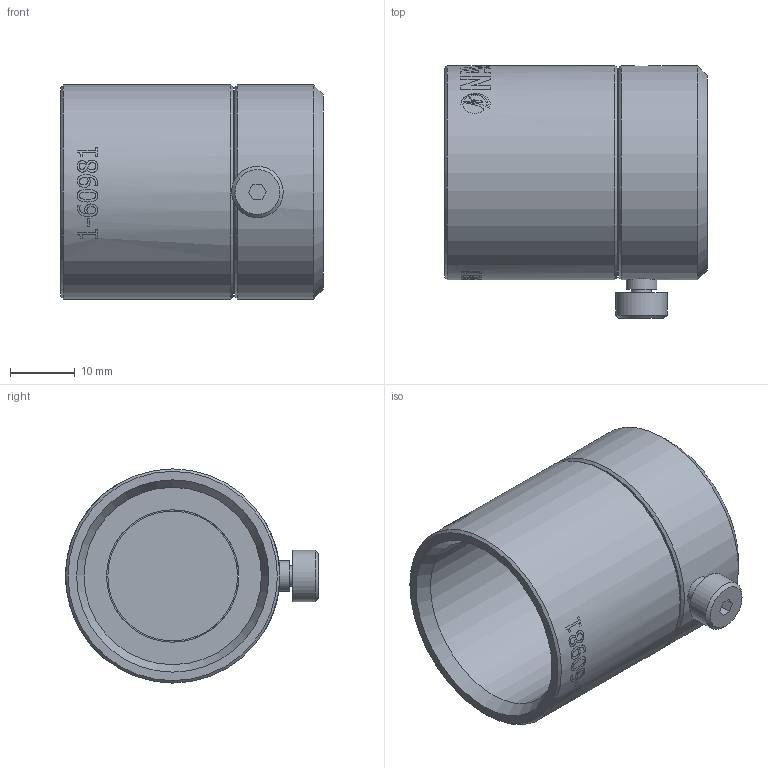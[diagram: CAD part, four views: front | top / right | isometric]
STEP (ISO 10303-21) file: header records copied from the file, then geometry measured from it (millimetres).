
FILE_DESCRIPTION((''),'2;1');
FILE_NAME('60981_0.stp','2009-12-23T07:41:27',('EVANS'),(''),'Autodesk Inventor 2010','Autodesk Inventor 2010','');
FILE_SCHEMA(('AUTOMOTIVE_DESIGN { 1 0 10303 214 1 1 1 1 }'));
Length unit declared in the file: inch
Products named in the file (7): Assembly1; 60981; 60979; 61164; 60978; 60705; 7285
Assembly tree (6 placements, depth 3):
  Assembly1
    60981
      60979
      61164
      60978
      60705
      7285
Bounding box: 40.49 x 38.96 x 33.02 mm (x, y, z)
Volume: 13423.1 mm3; surface area: 12981.7 mm2
Topology: 5 solids, 5 shells, 114 faces, 383 edges, 309 vertices
Faces by surface type: cylinder 54, plane 42, cone 14, bspline 4
Full cylindrical faces by diameter (mm): 0.5 x2, 1.628 x1, 2.184 x1, 3.134 x2, 3.16 x1, 3.302 x1, 4.166 x1, 4.75 x1, 4.826 x1, 7.938 x1, 20 x1, 20.422 x1, 22.352 x1, 25 x1, 25.813 x1, 27.33 x1, 27.686 x1, 28.194 x1, 30.607 x1, 30.734 x1, 33.02 x2
Entity records: 16229 total; most frequent: CARTESIAN_POINT 13062, ORIENTED_EDGE 640, DIRECTION 457, EDGE_CURVE 320, VERTEX_POINT 294, EDGE_LOOP 208, AXIS2_PLACEMENT_3D 200, B_SPLINE_CURVE_WITH_KNOTS 186
